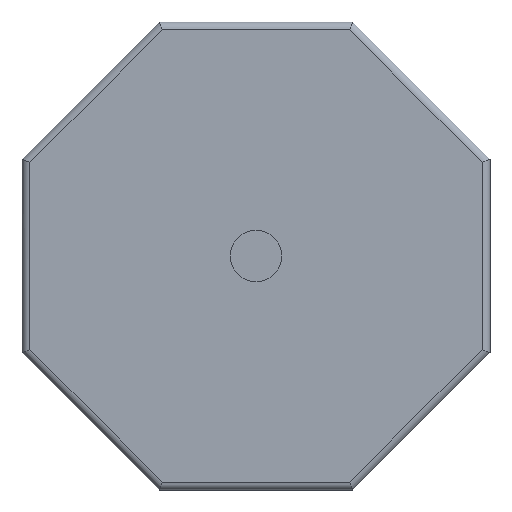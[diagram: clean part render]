
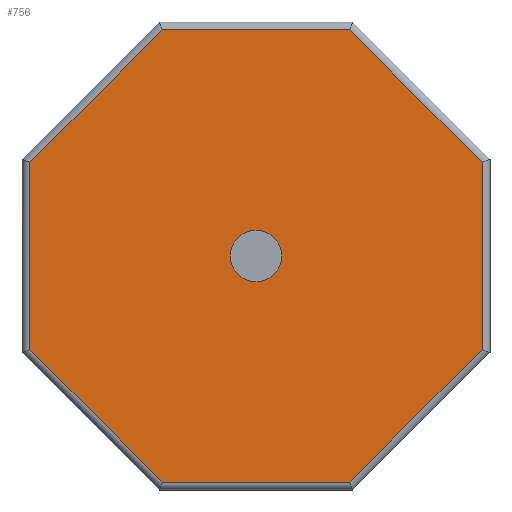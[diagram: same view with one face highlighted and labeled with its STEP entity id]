
A CAD part, front view. The second image highlights one B-rep face of the part: STEP entity #756.
In plain terms, the highlighted planar face has unit normal (0, -1, 0).
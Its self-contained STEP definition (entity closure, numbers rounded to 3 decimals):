
#15=FACE_BOUND('',#124,.T.);
#39=PLANE('',#835);
#77=FACE_OUTER_BOUND('',#123,.T.);
#123=EDGE_LOOP('',(#564,#565,#566,#567,#568,#569,#570,#571));
#124=EDGE_LOOP('',(#572));
#159=LINE('',#1105,#248);
#161=LINE('',#1113,#250);
#164=LINE('',#1124,#253);
#165=LINE('',#1127,#254);
#168=LINE('',#1133,#257);
#170=LINE('',#1139,#259);
#172=LINE('',#1145,#261);
#174=LINE('',#1149,#263);
#248=VECTOR('',#888,10.);
#250=VECTOR('',#896,10.);
#253=VECTOR('',#905,10.);
#254=VECTOR('',#910,10.);
#257=VECTOR('',#915,10.);
#259=VECTOR('',#921,10.);
#261=VECTOR('',#927,10.);
#263=VECTOR('',#933,10.);
#337=CIRCLE('',#813,3.969);
#339=VERTEX_POINT('',#1098);
#340=VERTEX_POINT('',#1103);
#341=VERTEX_POINT('',#1104);
#344=VERTEX_POINT('',#1112);
#348=VERTEX_POINT('',#1121);
#349=VERTEX_POINT('',#1123);
#351=VERTEX_POINT('',#1132);
#353=VERTEX_POINT('',#1138);
#355=VERTEX_POINT('',#1144);
#406=EDGE_CURVE('',#339,#339,#337,.T.);
#407=EDGE_CURVE('',#340,#341,#159,.T.);
#411=EDGE_CURVE('',#341,#344,#161,.T.);
#416=EDGE_CURVE('',#348,#349,#164,.T.);
#418=EDGE_CURVE('',#344,#348,#165,.T.);
#421=EDGE_CURVE('',#349,#351,#168,.T.);
#424=EDGE_CURVE('',#351,#353,#170,.T.);
#427=EDGE_CURVE('',#353,#355,#172,.T.);
#430=EDGE_CURVE('',#355,#340,#174,.T.);
#564=ORIENTED_EDGE('',*,*,#416,.F.);
#565=ORIENTED_EDGE('',*,*,#418,.F.);
#566=ORIENTED_EDGE('',*,*,#411,.F.);
#567=ORIENTED_EDGE('',*,*,#407,.F.);
#568=ORIENTED_EDGE('',*,*,#430,.F.);
#569=ORIENTED_EDGE('',*,*,#427,.F.);
#570=ORIENTED_EDGE('',*,*,#424,.F.);
#571=ORIENTED_EDGE('',*,*,#421,.F.);
#572=ORIENTED_EDGE('',*,*,#406,.T.);
#756=ADVANCED_FACE('',(#77,#15),#39,.F.);
#813=AXIS2_PLACEMENT_3D('',#1100,#882,#883);
#835=AXIS2_PLACEMENT_3D('',#1168,#951,#952);
#882=DIRECTION('center_axis',(0.,1.,0.));
#883=DIRECTION('ref_axis',(1.,0.,0.));
#888=DIRECTION('',(-1.,0.,0.));
#896=DIRECTION('',(-0.707,0.,0.707));
#905=DIRECTION('',(0.707,0.,0.707));
#910=DIRECTION('',(0.,0.,1.));
#915=DIRECTION('',(1.,0.,0.));
#921=DIRECTION('',(0.707,0.,-0.707));
#927=DIRECTION('',(0.,0.,-1.));
#933=DIRECTION('',(-0.707,0.,-0.707));
#951=DIRECTION('center_axis',(0.,1.,0.));
#952=DIRECTION('ref_axis',(0.,0.,1.));
#1098=CARTESIAN_POINT('',(-3.969,0.,0.));
#1100=CARTESIAN_POINT('Origin',(0.,0.,0.));
#1103=CARTESIAN_POINT('',(14.328,0.,-34.592));
#1104=CARTESIAN_POINT('',(-14.328,0.,-34.592));
#1105=CARTESIAN_POINT('',(7.413,0.,-34.592));
#1112=CARTESIAN_POINT('',(-34.592,0.,-14.328));
#1113=CARTESIAN_POINT('',(-19.219,0.,-29.702));
#1121=CARTESIAN_POINT('',(-34.592,0.,14.328));
#1123=CARTESIAN_POINT('',(-14.328,0.,34.592));
#1124=CARTESIAN_POINT('',(-29.702,0.,19.219));
#1127=CARTESIAN_POINT('',(-34.592,0.,-7.413));
#1132=CARTESIAN_POINT('',(14.328,0.,34.592));
#1133=CARTESIAN_POINT('',(-7.413,0.,34.592));
#1138=CARTESIAN_POINT('',(34.592,0.,14.328));
#1139=CARTESIAN_POINT('',(19.219,0.,29.702));
#1144=CARTESIAN_POINT('',(34.592,0.,-14.328));
#1145=CARTESIAN_POINT('',(34.592,0.,7.413));
#1149=CARTESIAN_POINT('',(29.702,0.,-19.219));
#1168=CARTESIAN_POINT('Origin',(0.,0.,0.));
